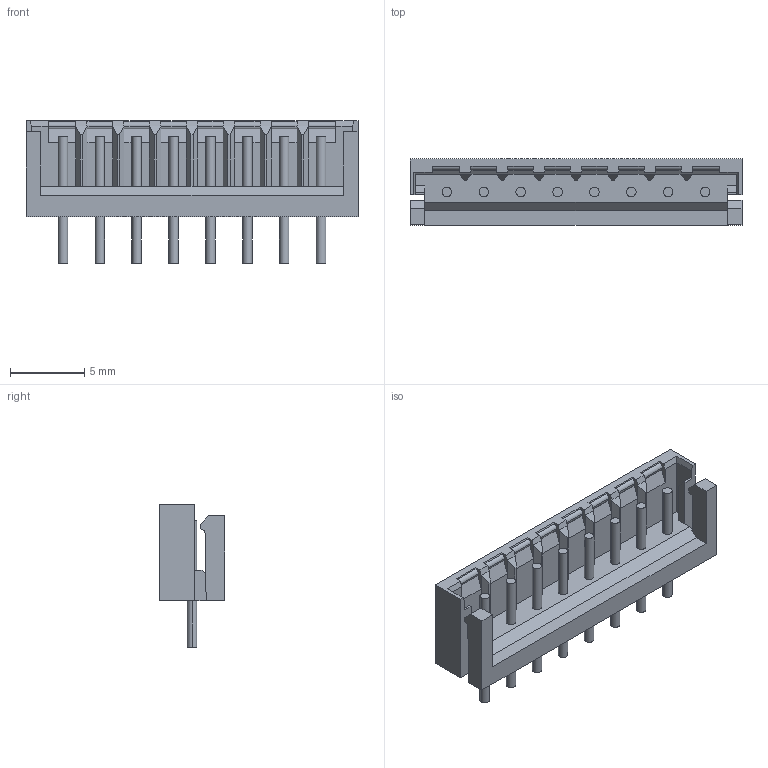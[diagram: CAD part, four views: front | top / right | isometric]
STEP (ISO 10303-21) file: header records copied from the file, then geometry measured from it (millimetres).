
FILE_DESCRIPTION(('STEP AP242'),'1');
FILE_NAME('177537-8.stp','2022-09-06T16:27:02',('TraceParts'),('TraceParts S.A.'),'Spatial InterOp 3D',' ',' ');
FILE_SCHEMA(('AP242_MANAGED_MODEL_BASED_3D_ENGINEERING_MIM_LF {1 0 10303 442 1 1 4}'));
Length unit declared in the file: millimetre
Products named in the file (1): 177537-8
Bounding box: 22.41 x 4.45 x 9.65 mm (x, y, z)
Volume: 320.6 mm3; surface area: 700.7 mm2
Topology: 1 solids, 1 shells, 180 faces, 452 edges, 290 vertices
Faces by surface type: plane 132, cylinder 48
Entity records: 5335 total; most frequent: CARTESIAN_POINT 923, DIRECTION 910, ORIENTED_EDGE 904, EDGE_CURVE 452, LINE 356, VECTOR 356, VERTEX_POINT 290, AXIS2_PLACEMENT_3D 277
